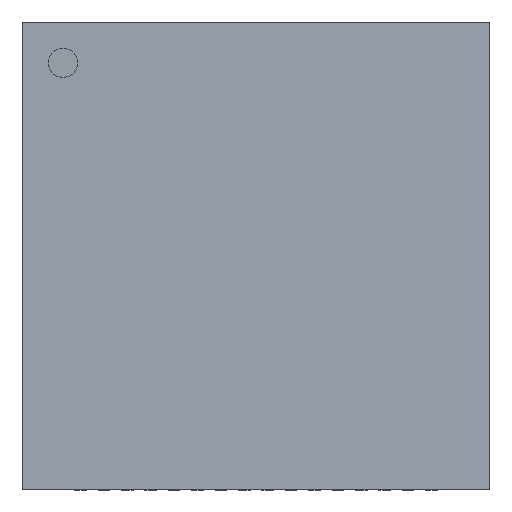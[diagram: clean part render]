
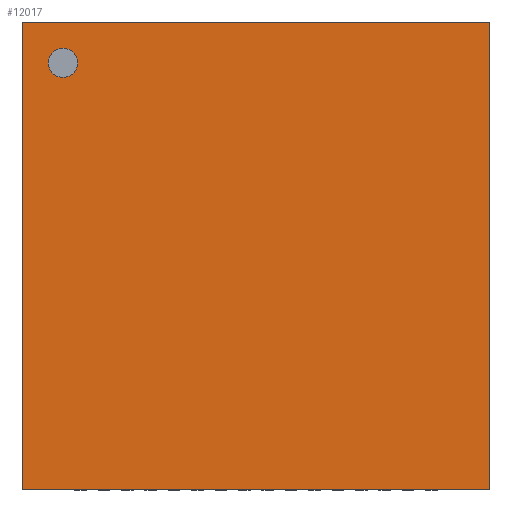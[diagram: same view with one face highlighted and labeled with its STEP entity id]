
A CAD part, top view. The second image highlights one B-rep face of the part: STEP entity #12017.
In plain terms, the highlighted planar face has unit normal (0, 0, 1).
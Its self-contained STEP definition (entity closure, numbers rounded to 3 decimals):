
#13=DIRECTION('',(0.,0.,1.));
#28=VECTOR('',#29,1.);
#29=DIRECTION('',(0.,-1.,0.));
#37=VECTOR('',#38,1.);
#38=DIRECTION('',(1.,0.));
#39=( GEOMETRIC_REPRESENTATION_CONTEXT(2) PARAMETRIC_REPRESENTATION_CONTEXT() REPRESENTATION_CONTEXT('2D SPACE','') );
#43=DIRECTION('',(1.,0.,0.));
#44=DEFINITIONAL_REPRESENTATION('',(#45),#39);
#45=LINE('',#46,#37);
#46=CARTESIAN_POINT('',(0.,0.));
#53=VECTOR('',#43,1.);
#58=VECTOR('',#59,1.);
#59=DIRECTION('',(0.,1.));
#95=VECTOR('',#96,1.);
#96=DIRECTION('',(0.,-1.));
#148=CARTESIAN_POINT('',(-3.99,3.99,0.02));
#282=DEFINITIONAL_REPRESENTATION('',(#283),#39);
#283=LINE('',#46,#58);
#285=PLANE('',#286);
#286=AXIS2_PLACEMENT_3D('',#148,#29,#13);
#295=PLANE('',#296);
#296=AXIS2_PLACEMENT_3D('',#148,#43,#13);
#343=DIRECTION('',(0.,0.,-1.));
#347=VECTOR('',#348,1.);
#348=DIRECTION('',(1.,0.));
#1231=CARTESIAN_POINT('',(-3.99,-3.99,0.02));
#1239=DEFINITIONAL_REPRESENTATION('',(#1240),#39);
#1240=LINE('',#1241,#58);
#1241=CARTESIAN_POINT('',(7.98,0.));
#1243=PLANE('',#1244);
#1244=AXIS2_PLACEMENT_3D('',#1231,#29,#13);
#1290=DIRECTION('',(0.,0.,-1.));
#2177=CARTESIAN_POINT('',(3.99,3.99,0.02));
#2179=DEFINITIONAL_REPRESENTATION('',(#2180),#39);
#2180=LINE('',#2181,#37);
#2181=CARTESIAN_POINT('',(0.,7.98));
#2183=PLANE('',#2184);
#2184=AXIS2_PLACEMENT_3D('',#2177,#43,#13);
#4038=ORIENTED_EDGE('',*,*,#4039,.F.);
#4039=EDGE_CURVE('',#4040,#4042,#4044,.T.);
#4040=VERTEX_POINT('',#4041);
#4041=CARTESIAN_POINT('',(-3.99,3.99,0.87));
#4042=VERTEX_POINT('',#4043);
#4043=CARTESIAN_POINT('',(3.99,3.99,0.87));
#4044=SURFACE_CURVE('',#4045,(#4046,#4050),.PCURVE_S1.);
#4045=LINE('',#4041,#53);
#4046=PCURVE('',#285,#4047);
#4047=DEFINITIONAL_REPRESENTATION('',(#4048),#39);
#4048=LINE('',#4049,#95);
#4049=CARTESIAN_POINT('',(0.85,0.));
#4050=PCURVE('',#4051,#282);
#4051=PLANE('',#4052);
#4052=AXIS2_PLACEMENT_3D('',#4041,#13,#29);
#4787=ORIENTED_EDGE('',*,*,#4788,.T.);
#4788=EDGE_CURVE('',#4040,#4789,#4791,.T.);
#4789=VERTEX_POINT('',#4790);
#4790=CARTESIAN_POINT('',(-3.99,-3.99,0.87));
#4791=SURFACE_CURVE('',#4792,(#4793,#4796),.PCURVE_S1.);
#4792=LINE('',#4041,#28);
#4793=PCURVE('',#295,#4794);
#4794=DEFINITIONAL_REPRESENTATION('',(#4795),#39);
#4795=LINE('',#4049,#58);
#4796=PCURVE('',#4051,#44);
#8301=EDGE_CURVE('',#4042,#8302,#8304,.T.);
#8302=VERTEX_POINT('',#8303);
#8303=CARTESIAN_POINT('',(3.99,-3.99,0.87));
#8304=SURFACE_CURVE('',#8305,(#8306,#8307),.PCURVE_S1.);
#8305=LINE('',#4043,#28);
#8306=PCURVE('',#2183,#4794);
#8307=PCURVE('',#4051,#2179);
#8804=EDGE_CURVE('',#4789,#8302,#8805,.T.);
#8805=SURFACE_CURVE('',#8806,(#8807,#8808),.PCURVE_S1.);
#8806=LINE('',#4790,#53);
#8807=PCURVE('',#1243,#4047);
#8808=PCURVE('',#4051,#1239);
#12017=ADVANCED_FACE('',(#12018,#12022),#4051,.T.);
#12018=FACE_BOUND('',#12019,.T.);
#12019=EDGE_LOOP('',(#4038,#4787,#12020,#12021));
#12020=ORIENTED_EDGE('',*,*,#8804,.T.);
#12021=ORIENTED_EDGE('',*,*,#8301,.F.);
#12022=FACE_BOUND('',#12023,.T.);
#12023=EDGE_LOOP('',(#12024));
#12024=ORIENTED_EDGE('',*,*,#12025,.T.);
#12025=EDGE_CURVE('',#12026,#12026,#12028,.T.);
#12026=VERTEX_POINT('',#12027);
#12027=CARTESIAN_POINT('',(-3.3,3.05,0.87));
#12028=SURFACE_CURVE('',#12029,(#12032,#12041),.PCURVE_S1.);
#12029=CIRCLE('',#12030,0.25);
#12030=AXIS2_PLACEMENT_3D('',#12031,#1290,#29);
#12031=CARTESIAN_POINT('',(-3.3,3.3,0.87));
#12032=PCURVE('',#4051,#12033);
#12033=DEFINITIONAL_REPRESENTATION('',(#12034),#39);
#12034=( BOUNDED_CURVE() B_SPLINE_CURVE(2,(#12035,#12036,#12037,#12038,#12039,#12040,#12035),.UNSPECIFIED.,.T.,.F.) B_SPLINE_CURVE_WITH_KNOTS((1,2,2,2,2,1),(-2.094,0.,2.094,4.189,6.283,8.378),.UNSPECIFIED.) CURVE() GEOMETRIC_REPRESENTATION_ITEM() RATIONAL_B_SPLINE_CURVE((1.,0.5,1.,0.5,1.,0.5,1.)) REPRESENTATION_ITEM('') );
#12035=CARTESIAN_POINT('',(0.94,0.69));
#12036=CARTESIAN_POINT('',(0.94,0.257));
#12037=CARTESIAN_POINT('',(0.565,0.473));
#12038=CARTESIAN_POINT('',(0.19,0.69));
#12039=CARTESIAN_POINT('',(0.565,0.907));
#12040=CARTESIAN_POINT('',(0.94,1.123));
#12041=PCURVE('',#12042,#12045);
#12042=CYLINDRICAL_SURFACE('',#12043,0.25);
#12043=AXIS2_PLACEMENT_3D('',#12044,#343,#29);
#12044=CARTESIAN_POINT('',(-3.3,3.3,0.88));
#12045=DEFINITIONAL_REPRESENTATION('',(#12046),#39);
#12046=LINE('',#12047,#347);
#12047=CARTESIAN_POINT('',(-6.283,0.01));
